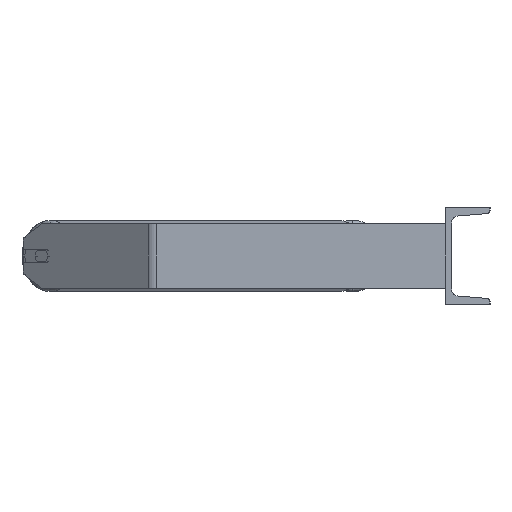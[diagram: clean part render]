
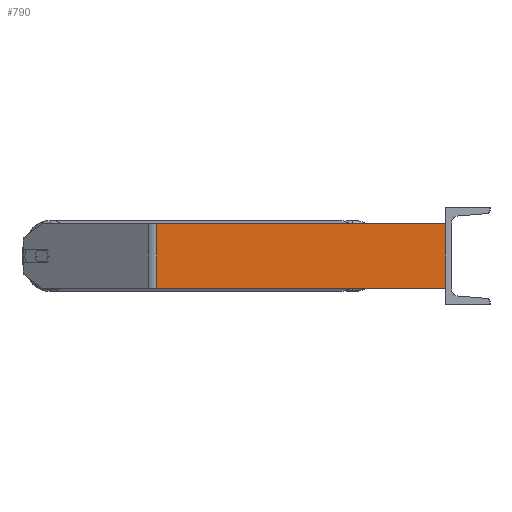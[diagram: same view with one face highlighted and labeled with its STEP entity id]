
A CAD part, left-side view. The second image highlights one B-rep face of the part: STEP entity #790.
In plain terms, the highlighted planar face has unit normal (-1, 0, 0).
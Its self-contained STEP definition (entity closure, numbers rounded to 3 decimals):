
#300 = VECTOR ( 'NONE', #4199, 1000. ) ;
#790 = ADVANCED_FACE ( 'NONE', ( #8946 ), #3346, .F. ) ;
#1143 = CARTESIAN_POINT ( 'NONE',  ( -885., 361.515, -40. ) ) ;
#1298 = LINE ( 'NONE', #6878, #300 ) ;
#1459 = VECTOR ( 'NONE', #8987, 1000. ) ;
#1778 = EDGE_LOOP ( 'NONE', ( #4384, #1783, #5623, #2563 ) ) ;
#1783 = ORIENTED_EDGE ( 'NONE', *, *, #8548, .F. ) ;
#1850 = VERTEX_POINT ( 'NONE', #1143 ) ;
#2327 = EDGE_CURVE ( 'NONE', #5432, #1850, #1298, .T. ) ;
#2353 = EDGE_CURVE ( 'NONE', #1850, #7775, #3334, .T. ) ;
#2563 = ORIENTED_EDGE ( 'NONE', *, *, #2327, .T. ) ;
#2939 = VERTEX_POINT ( 'NONE', #5622 ) ;
#3009 = CARTESIAN_POINT ( 'NONE',  ( -885., 0., 40. ) ) ;
#3099 = DIRECTION ( 'NONE',  ( 0., 0., -1. ) ) ;
#3187 = LINE ( 'NONE', #3866, #4605 ) ;
#3285 = CARTESIAN_POINT ( 'NONE',  ( -885., 367.339, -40. ) ) ;
#3334 = LINE ( 'NONE', #3285, #1459 ) ;
#3346 = PLANE ( 'NONE',  #8994 ) ;
#3866 = CARTESIAN_POINT ( 'NONE',  ( -885., 367.339, 40. ) ) ;
#4199 = DIRECTION ( 'NONE',  ( 0., 0., -1. ) ) ;
#4323 = VECTOR ( 'NONE', #3099, 1000. ) ;
#4384 = ORIENTED_EDGE ( 'NONE', *, *, #2353, .T. ) ;
#4426 = LINE ( 'NONE', #3009, #4323 ) ;
#4605 = VECTOR ( 'NONE', #7286, 1000. ) ;
#5432 = VERTEX_POINT ( 'NONE', #6147 ) ;
#5476 = DIRECTION ( 'NONE',  ( 1., 0., 0. ) ) ;
#5622 = CARTESIAN_POINT ( 'NONE',  ( -885., 0., 40. ) ) ;
#5623 = ORIENTED_EDGE ( 'NONE', *, *, #5686, .F. ) ;
#5686 = EDGE_CURVE ( 'NONE', #5432, #2939, #3187, .T. ) ;
#6125 = CARTESIAN_POINT ( 'NONE',  ( -885., 367.339, 40. ) ) ;
#6147 = CARTESIAN_POINT ( 'NONE',  ( -885., 361.515, 40. ) ) ;
#6878 = CARTESIAN_POINT ( 'NONE',  ( -885., 361.515, 40. ) ) ;
#7099 = CARTESIAN_POINT ( 'NONE',  ( -885., 0., -40. ) ) ;
#7286 = DIRECTION ( 'NONE',  ( 0., -1., 0. ) ) ;
#7535 = DIRECTION ( 'NONE',  ( 0., 1., 0. ) ) ;
#7775 = VERTEX_POINT ( 'NONE', #7099 ) ;
#8548 = EDGE_CURVE ( 'NONE', #2939, #7775, #4426, .T. ) ;
#8946 = FACE_OUTER_BOUND ( 'NONE', #1778, .T. ) ;
#8987 = DIRECTION ( 'NONE',  ( 0., -1., 0. ) ) ;
#8994 = AXIS2_PLACEMENT_3D ( 'NONE', #6125, #5476, #7535 ) ;
